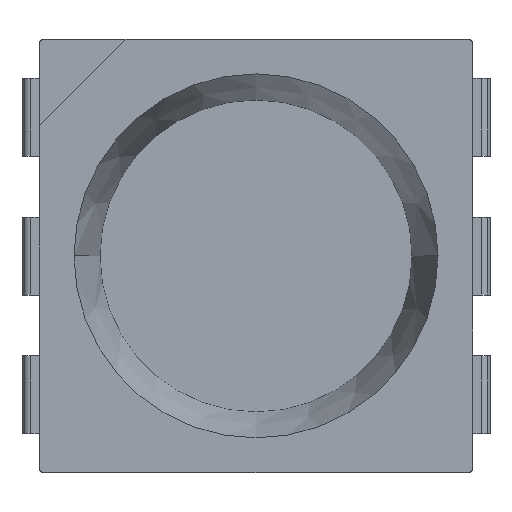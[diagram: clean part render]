
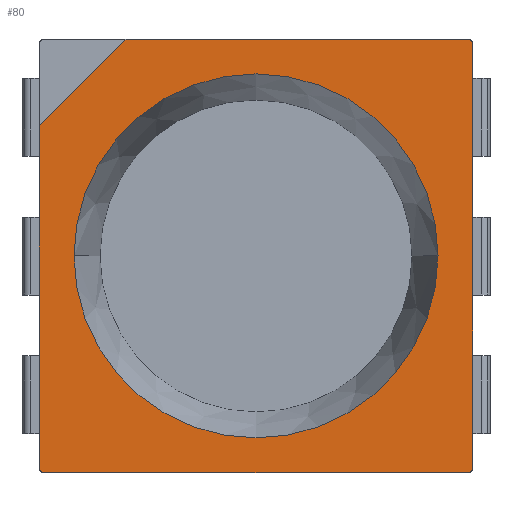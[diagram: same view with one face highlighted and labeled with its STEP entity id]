
A CAD part, top view. The second image highlights one B-rep face of the part: STEP entity #80.
In plain terms, the highlighted planar face has unit normal (0, 0, 1).
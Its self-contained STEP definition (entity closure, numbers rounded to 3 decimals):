
#45 = ORIENTED_EDGE ( 'NONE', *, *, #2129, .T. ) ;
#54 = DIRECTION ( 'NONE',  ( -0.707, -0.707, 0. ) ) ;
#80 = ADVANCED_FACE ( 'NONE', ( #1239, #1480 ), #1201, .T. ) ;
#98 = DIRECTION ( 'NONE',  ( 0., 1., 0. ) ) ;
#118 = EDGE_CURVE ( 'NONE', #1612, #896, #2231, .T. ) ;
#163 = ORIENTED_EDGE ( 'NONE', *, *, #3279, .T. ) ;
#207 = ORIENTED_EDGE ( 'NONE', *, *, #2262, .F. ) ;
#209 = CARTESIAN_POINT ( 'NONE',  ( 4.7, -4.1, 1.62 ) ) ;
#266 = DIRECTION ( 'NONE',  ( 0.707, 0.707, 0. ) ) ;
#282 = CARTESIAN_POINT ( 'NONE',  ( 4.65, 0.85, 1.62 ) ) ;
#303 = CIRCLE ( 'NONE', #359, 0.05 ) ;
#311 = DIRECTION ( 'NONE',  ( 0., 0., -1. ) ) ;
#315 = CARTESIAN_POINT ( 'NONE',  ( -0.3, 0.9, 1.62 ) ) ;
#322 = DIRECTION ( 'NONE',  ( 0., 0., -1. ) ) ;
#359 = AXIS2_PLACEMENT_3D ( 'NONE', #1932, #311, #2455 ) ;
#381 = CARTESIAN_POINT ( 'NONE',  ( 4.685, -4.085, 1.62 ) ) ;
#406 = CARTESIAN_POINT ( 'NONE',  ( -0.3, -4.1, 1.62 ) ) ;
#410 = EDGE_CURVE ( 'NONE', #1345, #2355, #2347, .T. ) ;
#445 = DIRECTION ( 'NONE',  ( 0.707, -0.707, 0. ) ) ;
#449 = DIRECTION ( 'NONE',  ( 1., 0., 0. ) ) ;
#470 = VERTEX_POINT ( 'NONE', #954 ) ;
#471 = DIRECTION ( 'NONE',  ( 0., 0., -1. ) ) ;
#497 = EDGE_CURVE ( 'NONE', #896, #1612, #2801, .T. ) ;
#501 = CARTESIAN_POINT ( 'NONE',  ( -0.3, -0.1, 1.62 ) ) ;
#517 = CARTESIAN_POINT ( 'NONE',  ( -0.25, -4.05, 1.62 ) ) ;
#533 = CIRCLE ( 'NONE', #1328, 0.05 ) ;
#560 = ORIENTED_EDGE ( 'NONE', *, *, #564, .F. ) ;
#564 = EDGE_CURVE ( 'NONE', #1269, #2744, #721, .T. ) ;
#575 = EDGE_LOOP ( 'NONE', ( #3237, #45, #1669, #980, #163, #560, #1913, #1049, #207, #611, #1406 ) ) ;
#590 = CARTESIAN_POINT ( 'NONE',  ( 4.65, 0.9, 1.62 ) ) ;
#603 = LINE ( 'NONE', #1693, #1946 ) ;
#611 = ORIENTED_EDGE ( 'NONE', *, *, #2876, .F. ) ;
#712 = DIRECTION ( 'NONE',  ( 0., 0., -1. ) ) ;
#721 = CIRCLE ( 'NONE', #1389, 0.05 ) ;
#758 = VERTEX_POINT ( 'NONE', #1155 ) ;
#813 = CIRCLE ( 'NONE', #1032, 0.05 ) ;
#873 = CARTESIAN_POINT ( 'NONE',  ( 4.3, -1.6, 1.62 ) ) ;
#896 = VERTEX_POINT ( 'NONE', #2234 ) ;
#942 = AXIS2_PLACEMENT_3D ( 'NONE', #2502, #322, #1165 ) ;
#947 = LINE ( 'NONE', #2022, #1319 ) ;
#949 = ORIENTED_EDGE ( 'NONE', *, *, #118, .T. ) ;
#953 = EDGE_LOOP ( 'NONE', ( #1379, #949 ) ) ;
#954 = CARTESIAN_POINT ( 'NONE',  ( 4.7, 0.85, 1.62 ) ) ;
#980 = ORIENTED_EDGE ( 'NONE', *, *, #410, .F. ) ;
#1021 = EDGE_CURVE ( 'NONE', #2355, #758, #813, .T. ) ;
#1032 = AXIS2_PLACEMENT_3D ( 'NONE', #517, #1873, #54 ) ;
#1049 = ORIENTED_EDGE ( 'NONE', *, *, #1975, .T. ) ;
#1050 = AXIS2_PLACEMENT_3D ( 'NONE', #3358, #2559, #3088 ) ;
#1062 = VERTEX_POINT ( 'NONE', #2138 ) ;
#1136 = VERTEX_POINT ( 'NONE', #590 ) ;
#1149 = EDGE_CURVE ( 'NONE', #1511, #1269, #303, .T. ) ;
#1155 = CARTESIAN_POINT ( 'NONE',  ( -0.3, -4.05, 1.62 ) ) ;
#1165 = DIRECTION ( 'NONE',  ( -0.707, -0.707, 0. ) ) ;
#1201 = PLANE ( 'NONE',  #3473 ) ;
#1239 = FACE_BOUND ( 'NONE', #953, .T. ) ;
#1242 = DIRECTION ( 'NONE',  ( -0.707, -0.707, 0. ) ) ;
#1269 = VERTEX_POINT ( 'NONE', #381 ) ;
#1273 = AXIS2_PLACEMENT_3D ( 'NONE', #282, #1351, #266 ) ;
#1319 = VECTOR ( 'NONE', #1242, 1000. ) ;
#1328 = AXIS2_PLACEMENT_3D ( 'NONE', #2407, #471, #1548 ) ;
#1345 = VERTEX_POINT ( 'NONE', #3125 ) ;
#1351 = DIRECTION ( 'NONE',  ( 0., 0., -1. ) ) ;
#1379 = ORIENTED_EDGE ( 'NONE', *, *, #497, .T. ) ;
#1389 = AXIS2_PLACEMENT_3D ( 'NONE', #3118, #712, #445 ) ;
#1406 = ORIENTED_EDGE ( 'NONE', *, *, #2359, .T. ) ;
#1477 = DIRECTION ( 'NONE',  ( -1., 0., 0. ) ) ;
#1480 = FACE_OUTER_BOUND ( 'NONE', #575, .T. ) ;
#1511 = VERTEX_POINT ( 'NONE', #1891 ) ;
#1521 = CARTESIAN_POINT ( 'NONE',  ( 2.2, -1.6, 1.62 ) ) ;
#1548 = DIRECTION ( 'NONE',  ( 0.707, 0.707, 0. ) ) ;
#1606 = VECTOR ( 'NONE', #2353, 1000. ) ;
#1612 = VERTEX_POINT ( 'NONE', #873 ) ;
#1616 = AXIS2_PLACEMENT_3D ( 'NONE', #2324, #2592, #1477 ) ;
#1669 = ORIENTED_EDGE ( 'NONE', *, *, #1021, .F. ) ;
#1676 = CARTESIAN_POINT ( 'NONE',  ( 4.685, 0.885, 1.62 ) ) ;
#1693 = CARTESIAN_POINT ( 'NONE',  ( 4.7, 0.9, 1.62 ) ) ;
#1873 = DIRECTION ( 'NONE',  ( 0., 0., -1. ) ) ;
#1891 = CARTESIAN_POINT ( 'NONE',  ( 4.7, -4.05, 1.62 ) ) ;
#1913 = ORIENTED_EDGE ( 'NONE', *, *, #1149, .F. ) ;
#1932 = CARTESIAN_POINT ( 'NONE',  ( 4.65, -4.05, 1.62 ) ) ;
#1946 = VECTOR ( 'NONE', #98, 1000. ) ;
#1975 = EDGE_CURVE ( 'NONE', #1511, #470, #603, .T. ) ;
#2018 = DIRECTION ( 'NONE',  ( 0., 0., 1. ) ) ;
#2022 = CARTESIAN_POINT ( 'NONE',  ( 0.45, 0.65, 1.62 ) ) ;
#2129 = EDGE_CURVE ( 'NONE', #3270, #758, #2307, .T. ) ;
#2138 = CARTESIAN_POINT ( 'NONE',  ( 0.7, 0.9, 1.62 ) ) ;
#2231 = CIRCLE ( 'NONE', #1050, 2.1 ) ;
#2234 = CARTESIAN_POINT ( 'NONE',  ( 0.1, -1.6, 1.62 ) ) ;
#2262 = EDGE_CURVE ( 'NONE', #2422, #470, #2620, .T. ) ;
#2307 = LINE ( 'NONE', #406, #3188 ) ;
#2324 = CARTESIAN_POINT ( 'NONE',  ( 2.2, -1.6, 1.62 ) ) ;
#2347 = CIRCLE ( 'NONE', #942, 0.05 ) ;
#2353 = DIRECTION ( 'NONE',  ( 1., 0., 0. ) ) ;
#2355 = VERTEX_POINT ( 'NONE', #2885 ) ;
#2359 = EDGE_CURVE ( 'NONE', #1136, #1062, #2639, .T. ) ;
#2407 = CARTESIAN_POINT ( 'NONE',  ( 4.65, 0.85, 1.62 ) ) ;
#2422 = VERTEX_POINT ( 'NONE', #1676 ) ;
#2455 = DIRECTION ( 'NONE',  ( 0.707, -0.707, 0. ) ) ;
#2502 = CARTESIAN_POINT ( 'NONE',  ( -0.25, -4.05, 1.62 ) ) ;
#2559 = DIRECTION ( 'NONE',  ( 0., 0., -1. ) ) ;
#2589 = CARTESIAN_POINT ( 'NONE',  ( 4.65, -4.1, 1.62 ) ) ;
#2592 = DIRECTION ( 'NONE',  ( 0., 0., -1. ) ) ;
#2620 = CIRCLE ( 'NONE', #1273, 0.05 ) ;
#2639 = LINE ( 'NONE', #315, #2985 ) ;
#2744 = VERTEX_POINT ( 'NONE', #2589 ) ;
#2801 = CIRCLE ( 'NONE', #1616, 2.1 ) ;
#2876 = EDGE_CURVE ( 'NONE', #1136, #2422, #533, .T. ) ;
#2885 = CARTESIAN_POINT ( 'NONE',  ( -0.285, -4.085, 1.62 ) ) ;
#2985 = VECTOR ( 'NONE', #3292, 1000. ) ;
#3088 = DIRECTION ( 'NONE',  ( -1., 0., 0. ) ) ;
#3118 = CARTESIAN_POINT ( 'NONE',  ( 4.65, -4.05, 1.62 ) ) ;
#3125 = CARTESIAN_POINT ( 'NONE',  ( -0.25, -4.1, 1.62 ) ) ;
#3135 = EDGE_CURVE ( 'NONE', #1062, #3270, #947, .T. ) ;
#3188 = VECTOR ( 'NONE', #3369, 1000. ) ;
#3237 = ORIENTED_EDGE ( 'NONE', *, *, #3135, .T. ) ;
#3270 = VERTEX_POINT ( 'NONE', #501 ) ;
#3279 = EDGE_CURVE ( 'NONE', #1345, #2744, #3413, .T. ) ;
#3292 = DIRECTION ( 'NONE',  ( -1., 0., 0. ) ) ;
#3358 = CARTESIAN_POINT ( 'NONE',  ( 2.2, -1.6, 1.62 ) ) ;
#3369 = DIRECTION ( 'NONE',  ( 0., -1., 0. ) ) ;
#3413 = LINE ( 'NONE', #209, #1606 ) ;
#3473 = AXIS2_PLACEMENT_3D ( 'NONE', #1521, #2018, #449 ) ;
